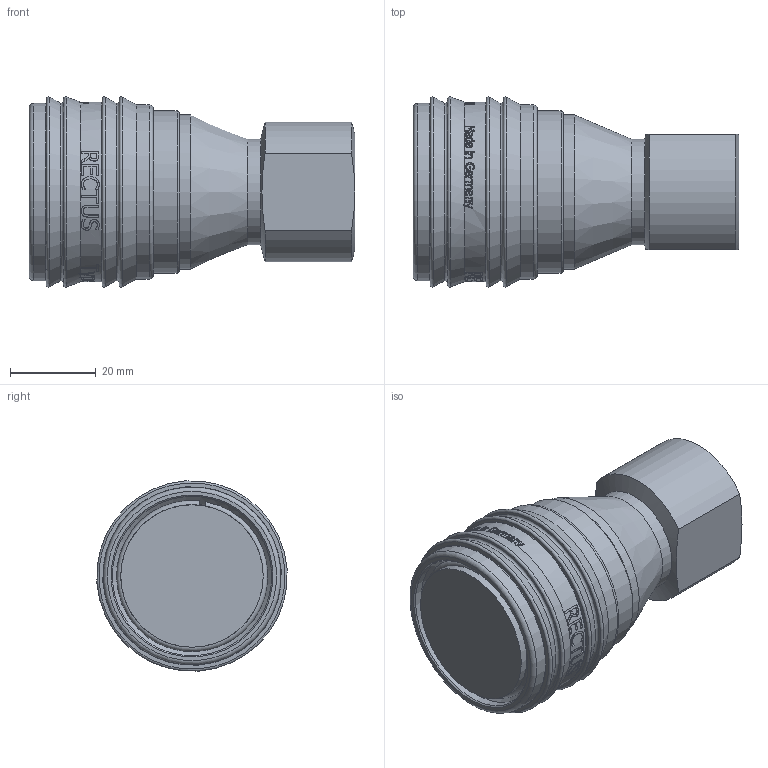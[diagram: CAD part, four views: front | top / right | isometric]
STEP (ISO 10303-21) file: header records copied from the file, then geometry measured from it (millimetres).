
FILE_DESCRIPTION((''),'2;1');
FILE_NAME('74kbiw21rvx.stp','2014-05-08T14:16:08',('IA176480'),(''),'Autodesk Inventor 2013','Autodesk Inventor 2013','');
FILE_SCHEMA(('AUTOMOTIVE_DESIGN { 1 0 10303 214 1 1 1 1 }'));
Length unit declared in the file: millimetre
Products named in the file (1): D110468
Bounding box: 76 x 44.38 x 44.38 mm (x, y, z)
Volume: 68525.5 mm3; surface area: 20179.1 mm2
Topology: 1 solids, 1 shells, 716 faces, 1926 edges, 1278 vertices
Faces by surface type: bspline 316, plane 283, cylinder 80, cone 24, torus 13
Full cylindrical faces by diameter (mm): 18.631 x1, 24.6 x1, 33.25 x2, 33.55 x1, 36 x1, 37.2 x1, 38 x1, 38.2 x1, 40.814 x1, 41.5 x1, 42 x1
Entity records: 105277 total; most frequent: CARTESIAN_POINT 89499, ORIENTED_EDGE 3714, DIRECTION 1927, EDGE_CURVE 1857, VERTEX_POINT 1257, B_SPLINE_CURVE_WITH_KNOTS 921, EDGE_LOOP 832, VECTOR 731
